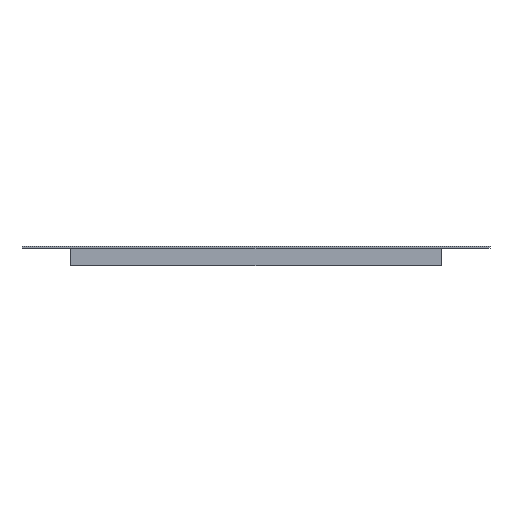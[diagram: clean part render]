
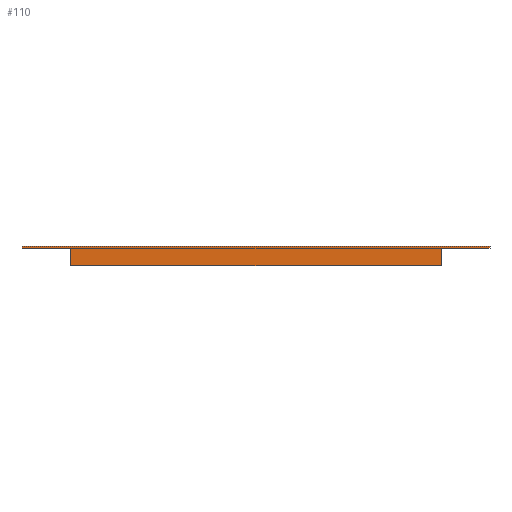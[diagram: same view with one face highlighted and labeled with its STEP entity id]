
A CAD part, front view. The second image highlights one B-rep face of the part: STEP entity #110.
In plain terms, the highlighted planar face has unit normal (0, -1, 0).
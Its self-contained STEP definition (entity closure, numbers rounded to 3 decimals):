
#10 = VERTEX_POINT ( 'NONE', #759 ) ;
#32 = CARTESIAN_POINT ( 'NONE',  ( -182.5, -250., 1.5 ) ) ;
#52 = VERTEX_POINT ( 'NONE', #723 ) ;
#110 = ADVANCED_FACE ( 'NONE', ( #199 ), #514, .F. ) ;
#124 = DIRECTION ( 'NONE',  ( 0., 0., -1. ) ) ;
#127 = CARTESIAN_POINT ( 'NONE',  ( 182.5, -250., 1.5 ) ) ;
#137 = DIRECTION ( 'NONE',  ( 0., 0., -1. ) ) ;
#138 = ORIENTED_EDGE ( 'NONE', *, *, #1075, .F. ) ;
#140 = CARTESIAN_POINT ( 'NONE',  ( -182.5, -250., 1.5 ) ) ;
#161 = ORIENTED_EDGE ( 'NONE', *, *, #972, .F. ) ;
#181 = ORIENTED_EDGE ( 'NONE', *, *, #847, .T. ) ;
#184 = CARTESIAN_POINT ( 'NONE',  ( -144.5, -250., -13.5 ) ) ;
#187 = ORIENTED_EDGE ( 'NONE', *, *, #1064, .T. ) ;
#199 = FACE_OUTER_BOUND ( 'NONE', #451, .T. ) ;
#229 = EDGE_CURVE ( 'NONE', #1002, #52, #379, .T. ) ;
#235 = DIRECTION ( 'NONE',  ( 0., 0., 1. ) ) ;
#238 = CARTESIAN_POINT ( 'NONE',  ( 144.5, -250., -13.5 ) ) ;
#239 = DIRECTION ( 'NONE',  ( -1., 0., 0. ) ) ;
#286 = CARTESIAN_POINT ( 'NONE',  ( 144.5, -250., -13.5 ) ) ;
#288 = DIRECTION ( 'NONE',  ( 1., 0., 0. ) ) ;
#301 = CARTESIAN_POINT ( 'NONE',  ( -182.5, -250., 1.5 ) ) ;
#345 = DIRECTION ( 'NONE',  ( 1., 0., 0. ) ) ;
#346 = CARTESIAN_POINT ( 'NONE',  ( -182.5, -250., 0. ) ) ;
#364 = VECTOR ( 'NONE', #1113, 1000. ) ;
#379 = LINE ( 'NONE', #1114, #364 ) ;
#419 = VERTEX_POINT ( 'NONE', #1057 ) ;
#447 = DIRECTION ( 'NONE',  ( 1., 0., 0. ) ) ;
#450 = CARTESIAN_POINT ( 'NONE',  ( -182.5, -250., 0. ) ) ;
#451 = EDGE_LOOP ( 'NONE', ( #1084, #1127, #1136, #1161, #181, #138, #161, #187 ) ) ;
#464 = CARTESIAN_POINT ( 'NONE',  ( 182.5, -250., 0. ) ) ;
#479 = AXIS2_PLACEMENT_3D ( 'NONE', #546, #605, #504 ) ;
#504 = DIRECTION ( 'NONE',  ( -1., 0., 0. ) ) ;
#514 = PLANE ( 'NONE',  #479 ) ;
#515 = CARTESIAN_POINT ( 'NONE',  ( 182.5, -250., 1.5 ) ) ;
#522 = VECTOR ( 'NONE', #124, 1000. ) ;
#534 = VECTOR ( 'NONE', #235, 1000. ) ;
#546 = CARTESIAN_POINT ( 'NONE',  ( -182.5, -250., 1.5 ) ) ;
#567 = VECTOR ( 'NONE', #137, 1000. ) ;
#569 = LINE ( 'NONE', #127, #522 ) ;
#584 = LINE ( 'NONE', #140, #567 ) ;
#605 = DIRECTION ( 'NONE',  ( 0., 1., 0. ) ) ;
#611 = VECTOR ( 'NONE', #239, 1000. ) ;
#613 = LINE ( 'NONE', #286, #611 ) ;
#628 = LINE ( 'NONE', #184, #534 ) ;
#648 = VECTOR ( 'NONE', #288, 1000. ) ;
#651 = VERTEX_POINT ( 'NONE', #837 ) ;
#660 = LINE ( 'NONE', #301, #648 ) ;
#723 = CARTESIAN_POINT ( 'NONE',  ( 144.5, -250., 0. ) ) ;
#725 = VECTOR ( 'NONE', #345, 1000. ) ;
#742 = LINE ( 'NONE', #346, #725 ) ;
#759 = CARTESIAN_POINT ( 'NONE',  ( -182.5, -250., 0. ) ) ;
#824 = VERTEX_POINT ( 'NONE', #515 ) ;
#826 = LINE ( 'NONE', #450, #840 ) ;
#835 = VERTEX_POINT ( 'NONE', #464 ) ;
#837 = CARTESIAN_POINT ( 'NONE',  ( -144.5, -250., 0. ) ) ;
#840 = VECTOR ( 'NONE', #447, 1000. ) ;
#847 = EDGE_CURVE ( 'NONE', #52, #835, #826, .T. ) ;
#934 = EDGE_CURVE ( 'NONE', #10, #651, #742, .T. ) ;
#972 = EDGE_CURVE ( 'NONE', #1134, #824, #660, .T. ) ;
#1002 = VERTEX_POINT ( 'NONE', #238 ) ;
#1009 = EDGE_CURVE ( 'NONE', #1002, #419, #613, .T. ) ;
#1057 = CARTESIAN_POINT ( 'NONE',  ( -144.5, -250., -13.5 ) ) ;
#1064 = EDGE_CURVE ( 'NONE', #1134, #10, #584, .T. ) ;
#1073 = EDGE_CURVE ( 'NONE', #419, #651, #628, .T. ) ;
#1075 = EDGE_CURVE ( 'NONE', #824, #835, #569, .T. ) ;
#1084 = ORIENTED_EDGE ( 'NONE', *, *, #934, .T. ) ;
#1113 = DIRECTION ( 'NONE',  ( 0., 0., 1. ) ) ;
#1114 = CARTESIAN_POINT ( 'NONE',  ( 144.5, -250., -13.5 ) ) ;
#1127 = ORIENTED_EDGE ( 'NONE', *, *, #1073, .F. ) ;
#1134 = VERTEX_POINT ( 'NONE', #32 ) ;
#1136 = ORIENTED_EDGE ( 'NONE', *, *, #1009, .F. ) ;
#1161 = ORIENTED_EDGE ( 'NONE', *, *, #229, .T. ) ;
